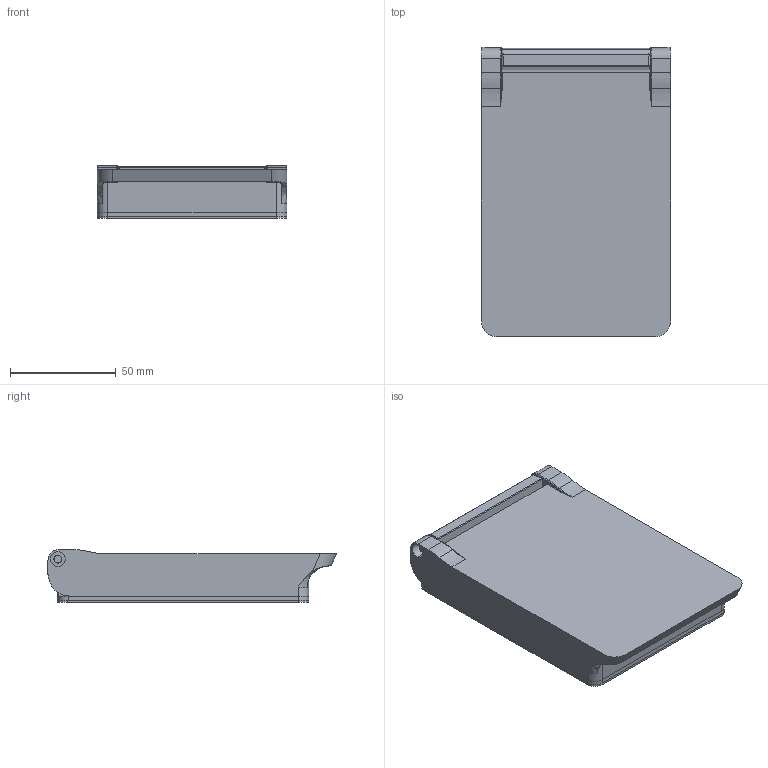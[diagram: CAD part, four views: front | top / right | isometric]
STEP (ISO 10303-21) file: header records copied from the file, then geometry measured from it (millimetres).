
FILE_DESCRIPTION (( 'STEP AP203' ), '1' );
FILE_NAME ('CP-437-2.STEP', '2019-07-26T06:13:26', ( '' ), ( '' ), 'SwSTEP 2.0', 'SolidWorks 2014', '' );
FILE_SCHEMA (( 'CONFIG_CONTROL_DESIGN' ));
Length unit declared in the file: millimetre
Products named in the file (6): CP-437-2_シャフト; CP-437-2; CP-437-2_ベース; CP-437-2_パッキン; CP-437-2_カバー_; CP-437-2_内側パッキン_
Assembly tree (5 placements, depth 2):
  CP-437-2
    CP-437-2_ベース
    CP-437-2_カバー_
    CP-437-2_シャフト
    CP-437-2_パッキン
    CP-437-2_内側パッキン_
Bounding box: 89.6 x 136.93 x 25 mm (x, y, z)
Volume: 89243.6 mm3; surface area: 88782.7 mm2
Topology: 5 solids, 5 shells, 458 faces, 1173 edges, 720 vertices
Faces by surface type: bspline 160, cylinder 155, plane 131, torus 6, cone 4, sphere 2
Entity records: 28423 total; most frequent: CARTESIAN_POINT 17929, ORIENTED_EDGE 2330, DIRECTION 1719, EDGE_CURVE 1165, VERTEX_POINT 720, AXIS2_PLACEMENT_3D 605, LINE 509, VECTOR 509
